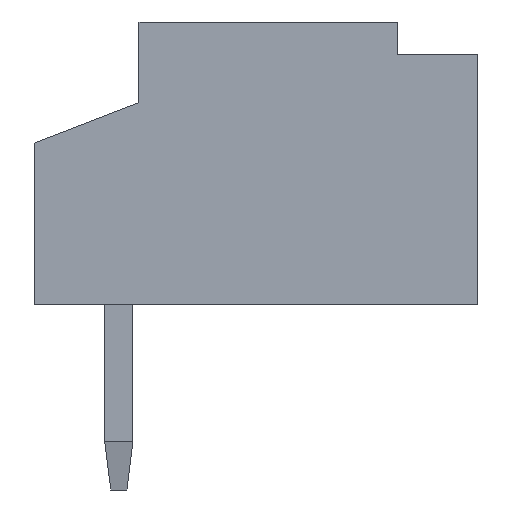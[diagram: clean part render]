
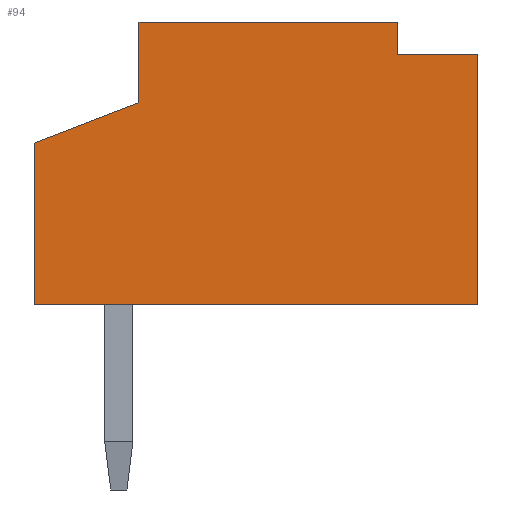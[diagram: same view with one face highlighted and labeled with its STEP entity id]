
A CAD part, left-side view. The second image highlights one B-rep face of the part: STEP entity #94.
In plain terms, the highlighted planar face has unit normal (-1, 0, 0).
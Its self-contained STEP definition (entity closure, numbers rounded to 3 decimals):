
#94=ADVANCED_FACE('',(#483),#293,.F.);
#293=PLANE('',#3778);
#483=FACE_OUTER_BOUND('',#697,.T.);
#697=EDGE_LOOP('',(#1114,#1115,#1116,#1117,#1118,#1119,#1120,#1121));
#1114=ORIENTED_EDGE('',*,*,#2419,.F.);
#1115=ORIENTED_EDGE('',*,*,#2427,.F.);
#1116=ORIENTED_EDGE('',*,*,#2439,.F.);
#1117=ORIENTED_EDGE('',*,*,#2392,.F.);
#1118=ORIENTED_EDGE('',*,*,#2268,.F.);
#1119=ORIENTED_EDGE('',*,*,#2409,.F.);
#1120=ORIENTED_EDGE('',*,*,#2406,.F.);
#1121=ORIENTED_EDGE('',*,*,#2403,.F.);
#1936=VERTEX_POINT('',#4955);
#1937=VERTEX_POINT('',#4957);
#2051=VERTEX_POINT('',#5200);
#2060=VERTEX_POINT('',#5221);
#2061=VERTEX_POINT('',#5223);
#2063=VERTEX_POINT('',#5229);
#2073=VERTEX_POINT('',#5253);
#2078=VERTEX_POINT('',#5267);
#2268=EDGE_CURVE('',#1936,#1937,#2783,.T.);
#2392=EDGE_CURVE('',#1937,#2051,#2907,.T.);
#2403=EDGE_CURVE('',#2060,#2061,#2918,.T.);
#2406=EDGE_CURVE('',#2061,#2063,#2921,.T.);
#2409=EDGE_CURVE('',#2063,#1936,#2924,.T.);
#2419=EDGE_CURVE('',#2073,#2060,#2934,.T.);
#2427=EDGE_CURVE('',#2078,#2073,#2942,.T.);
#2439=EDGE_CURVE('',#2051,#2078,#2954,.T.);
#2783=LINE('',#4956,#3284);
#2907=LINE('',#5199,#3408);
#2918=LINE('',#5222,#3419);
#2921=LINE('',#5228,#3422);
#2924=LINE('',#5233,#3425);
#2934=LINE('',#5254,#3435);
#2942=LINE('',#5268,#3443);
#2954=LINE('',#5290,#3455);
#3284=VECTOR('',#4001,1.);
#3408=VECTOR('',#4135,1.);
#3419=VECTOR('',#4150,1.);
#3422=VECTOR('',#4155,1.);
#3425=VECTOR('',#4160,1.);
#3435=VECTOR('',#4172,1.);
#3443=VECTOR('',#4182,1.);
#3455=VECTOR('',#4202,1.);
#3778=AXIS2_PLACEMENT_3D('',#5298,#4212,#4213);
#4001=DIRECTION('',(0.,0.,1.));
#4135=DIRECTION('',(0.,-1.,0.));
#4150=DIRECTION('',(0.,1.,0.));
#4155=DIRECTION('',(0.,0.,1.));
#4160=DIRECTION('',(0.,-0.933,0.359));
#4172=DIRECTION('',(0.,0.,-1.));
#4182=DIRECTION('',(0.,-1.,0.));
#4202=DIRECTION('',(0.,0.,-1.));
#4212=DIRECTION('',(1.,0.,0.));
#4213=DIRECTION('',(0.,0.,-1.));
#4955=CARTESIAN_POINT('',(-5.25,5.2,2.2));
#4956=CARTESIAN_POINT('',(-5.25,5.2,2.2));
#4957=CARTESIAN_POINT('',(-5.25,5.2,3.2));
#5199=CARTESIAN_POINT('',(-5.25,5.2,3.2));
#5200=CARTESIAN_POINT('',(-5.25,2.,3.2));
#5221=CARTESIAN_POINT('',(-5.25,1.,-0.3));
#5222=CARTESIAN_POINT('',(-5.25,1.,-0.3));
#5223=CARTESIAN_POINT('',(-5.25,6.5,-0.3));
#5228=CARTESIAN_POINT('',(-5.25,6.5,-0.3));
#5229=CARTESIAN_POINT('',(-5.25,6.5,1.7));
#5233=CARTESIAN_POINT('',(-5.25,6.5,1.7));
#5253=CARTESIAN_POINT('',(-5.25,1.,2.8));
#5254=CARTESIAN_POINT('',(-5.25,1.,2.8));
#5267=CARTESIAN_POINT('',(-5.25,2.,2.8));
#5268=CARTESIAN_POINT('',(-5.25,2.,2.8));
#5290=CARTESIAN_POINT('',(-5.25,2.,3.2));
#5298=CARTESIAN_POINT('',(-5.25,0.,0.));
